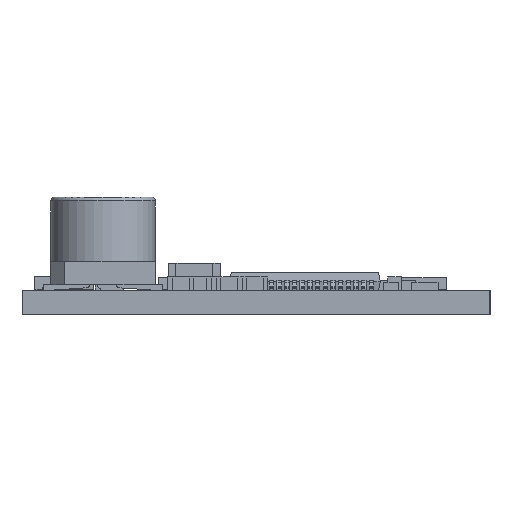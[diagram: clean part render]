
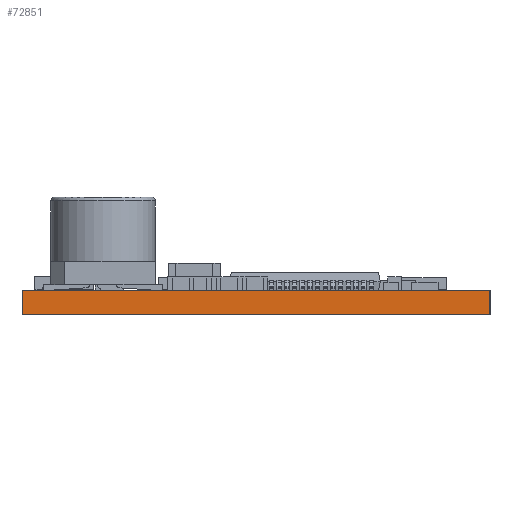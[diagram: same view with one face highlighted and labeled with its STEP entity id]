
A CAD part, left-side view. The second image highlights one B-rep face of the part: STEP entity #72851.
In plain terms, the highlighted planar face has unit normal (-1, 0, 0).
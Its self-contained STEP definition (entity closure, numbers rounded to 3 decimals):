
#811 = CARTESIAN_POINT ( 'NONE',  ( 0., 30.48, 1.575 ) ) ;
#5671 = EDGE_CURVE ( 'NONE', #73421, #65957, #85227, .T. ) ;
#7470 = EDGE_CURVE ( 'NONE', #44746, #73421, #36875, .T. ) ;
#8060 = LINE ( 'NONE', #15907, #44264 ) ;
#11476 = EDGE_LOOP ( 'NONE', ( #52971, #72262, #78396, #85832 ) ) ;
#14574 = EDGE_CURVE ( 'NONE', #78484, #65957, #8060, .T. ) ;
#15907 = CARTESIAN_POINT ( 'NONE',  ( 0., 0., 0. ) ) ;
#17079 = CARTESIAN_POINT ( 'NONE',  ( 0., 30.48, 1.575 ) ) ;
#20118 = CARTESIAN_POINT ( 'NONE',  ( 0., 0., 0. ) ) ;
#23053 = AXIS2_PLACEMENT_3D ( 'NONE', #57373, #71795, #84054 ) ;
#28130 = VECTOR ( 'NONE', #36805, 1000. ) ;
#31151 = PLANE ( 'NONE',  #23053 ) ;
#32983 = CARTESIAN_POINT ( 'NONE',  ( 0., 0., 1.575 ) ) ;
#36372 = LINE ( 'NONE', #17079, #28130 ) ;
#36805 = DIRECTION ( 'NONE',  ( 0., 0., -1. ) ) ;
#36875 = LINE ( 'NONE', #83645, #37180 ) ;
#37180 = VECTOR ( 'NONE', #77114, 1000. ) ;
#43449 = VECTOR ( 'NONE', #72546, 1000. ) ;
#44264 = VECTOR ( 'NONE', #82427, 1000. ) ;
#44746 = VERTEX_POINT ( 'NONE', #811 ) ;
#45972 = CARTESIAN_POINT ( 'NONE',  ( 0., 30.48, 0. ) ) ;
#52971 = ORIENTED_EDGE ( 'NONE', *, *, #14574, .T. ) ;
#57373 = CARTESIAN_POINT ( 'NONE',  ( 0., 0., 1.575 ) ) ;
#57593 = EDGE_CURVE ( 'NONE', #44746, #78484, #36372, .T. ) ;
#63905 = FACE_OUTER_BOUND ( 'NONE', #11476, .T. ) ;
#65957 = VERTEX_POINT ( 'NONE', #20118 ) ;
#71795 = DIRECTION ( 'NONE',  ( 1., 0., 0. ) ) ;
#72262 = ORIENTED_EDGE ( 'NONE', *, *, #5671, .F. ) ;
#72546 = DIRECTION ( 'NONE',  ( 0., 0., -1. ) ) ;
#72851 = ADVANCED_FACE ( 'NONE', ( #63905 ), #31151, .F. ) ;
#73421 = VERTEX_POINT ( 'NONE', #32983 ) ;
#77114 = DIRECTION ( 'NONE',  ( 0., -1., 0. ) ) ;
#78396 = ORIENTED_EDGE ( 'NONE', *, *, #7470, .F. ) ;
#78484 = VERTEX_POINT ( 'NONE', #45972 ) ;
#78721 = CARTESIAN_POINT ( 'NONE',  ( 0., 0., 1.575 ) ) ;
#82427 = DIRECTION ( 'NONE',  ( 0., -1., 0. ) ) ;
#83645 = CARTESIAN_POINT ( 'NONE',  ( 0., 0., 1.575 ) ) ;
#84054 = DIRECTION ( 'NONE',  ( 0., 0., -1. ) ) ;
#85227 = LINE ( 'NONE', #78721, #43449 ) ;
#85832 = ORIENTED_EDGE ( 'NONE', *, *, #57593, .T. ) ;
